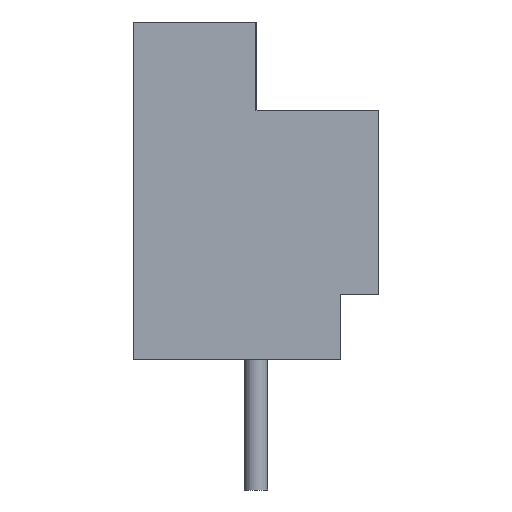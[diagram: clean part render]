
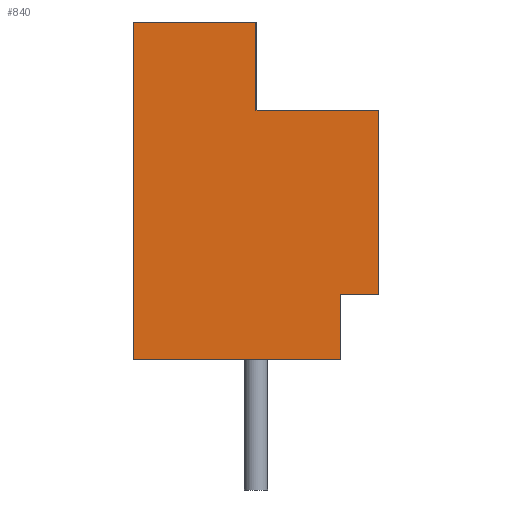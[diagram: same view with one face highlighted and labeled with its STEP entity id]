
A CAD part, left-side view. The second image highlights one B-rep face of the part: STEP entity #840.
In plain terms, the highlighted planar face has unit normal (-1, 0, 0).
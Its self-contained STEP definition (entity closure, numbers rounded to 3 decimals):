
#29=PLANE('',#919);
#78=FACE_OUTER_BOUND('',#135,.T.);
#135=EDGE_LOOP('',(#641,#642,#643,#644,#645,#646,#647,#648));
#187=LINE('',#1253,#285);
#196=LINE('',#1273,#294);
#206=LINE('',#1294,#304);
#207=LINE('',#1297,#305);
#208=LINE('',#1298,#306);
#209=LINE('',#1300,#307);
#210=LINE('',#1301,#308);
#211=LINE('',#1302,#309);
#285=VECTOR('',#1024,1000.);
#294=VECTOR('',#1037,1000.);
#304=VECTOR('',#1051,1000.);
#305=VECTOR('',#1054,1000.);
#306=VECTOR('',#1055,1000.);
#307=VECTOR('',#1056,1000.);
#308=VECTOR('',#1057,1000.);
#309=VECTOR('',#1058,1000.);
#407=VERTEX_POINT('',#1250);
#408=VERTEX_POINT('',#1252);
#416=VERTEX_POINT('',#1270);
#417=VERTEX_POINT('',#1272);
#424=VERTEX_POINT('',#1288);
#426=VERTEX_POINT('',#1292);
#427=VERTEX_POINT('',#1296);
#428=VERTEX_POINT('',#1299);
#491=EDGE_CURVE('',#407,#408,#187,.T.);
#500=EDGE_CURVE('',#417,#416,#196,.T.);
#510=EDGE_CURVE('',#426,#424,#206,.T.);
#511=EDGE_CURVE('',#427,#407,#207,.T.);
#512=EDGE_CURVE('',#427,#424,#208,.T.);
#513=EDGE_CURVE('',#426,#428,#209,.T.);
#514=EDGE_CURVE('',#428,#417,#210,.T.);
#515=EDGE_CURVE('',#416,#408,#211,.T.);
#641=ORIENTED_EDGE('',*,*,#511,.F.);
#642=ORIENTED_EDGE('',*,*,#512,.T.);
#643=ORIENTED_EDGE('',*,*,#510,.F.);
#644=ORIENTED_EDGE('',*,*,#513,.T.);
#645=ORIENTED_EDGE('',*,*,#514,.T.);
#646=ORIENTED_EDGE('',*,*,#500,.T.);
#647=ORIENTED_EDGE('',*,*,#515,.T.);
#648=ORIENTED_EDGE('',*,*,#491,.F.);
#840=ADVANCED_FACE('',(#78),#29,.F.);
#919=AXIS2_PLACEMENT_3D('',#1295,#1052,#1053);
#1024=DIRECTION('',(0.,1.,0.));
#1037=DIRECTION('',(0.,1.,0.));
#1051=DIRECTION('',(0.,0.,-1.));
#1052=DIRECTION('center_axis',(1.,0.,0.));
#1053=DIRECTION('ref_axis',(0.,0.,
1.));
#1054=DIRECTION('',(0.,0.,-1.));
#1055=DIRECTION('',(0.,-1.,0.));
#1056=DIRECTION('',(0.,1.,0.));
#1057=DIRECTION('',(0.,0.,1.));
#1058=DIRECTION('',(0.,0.,-1.));
#1250=CARTESIAN_POINT('',(-6.25,-2.2,0.));
#1252=CARTESIAN_POINT('',(-6.25,3.2,0.));
#1253=CARTESIAN_POINT('',(-6.25,-3.2,0.));
#1270=CARTESIAN_POINT('',(-6.25,3.2,8.8));
#1272=CARTESIAN_POINT('',(-6.25,0.,8.8));
#1273=CARTESIAN_POINT('',(-6.25,-3.2,8.8));
#1288=CARTESIAN_POINT('',(-6.25,-3.2,1.7));
#1292=CARTESIAN_POINT('',(-6.25,-3.2,6.5));
#1294=CARTESIAN_POINT('',(-6.25,-3.2,8.8));
#1295=CARTESIAN_POINT('Origin',(-6.25,-3.2,8.8));
#1296=CARTESIAN_POINT('',(-6.25,-2.2,1.7));
#1297=CARTESIAN_POINT('',(-6.25,-2.2,1.7));
#1298=CARTESIAN_POINT('',(-6.25,-2.2,1.7));
#1299=CARTESIAN_POINT('',(-6.25,0.,6.5));
#1300=CARTESIAN_POINT('',(-6.25,-3.2,6.5));
#1301=CARTESIAN_POINT('',(-6.25,0.,8.8));
#1302=CARTESIAN_POINT('',(-6.25,3.2,8.8));
